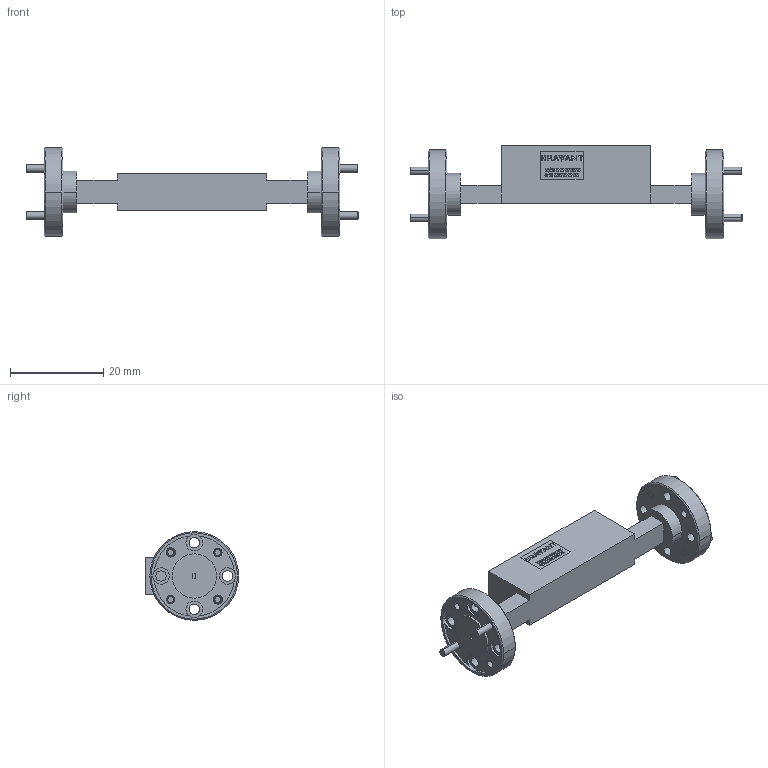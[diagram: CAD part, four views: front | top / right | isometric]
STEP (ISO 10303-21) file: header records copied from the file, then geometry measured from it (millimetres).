
FILE_DESCRIPTION (( 'STEP AP203' ), '1' );
FILE_NAME ('STA-10-04-F2.STEP', '2021-11-23T22:25:30', ( '' ), ( '' ), 'SwSTEP 2.0', 'SolidWorks 2021', '' );
FILE_SCHEMA (( 'CONFIG_CONTROL_DESIGN' ));
Length unit declared in the file: inch
Products named in the file (1): STA-10-04-F2
Bounding box: 71.25 x 20.02 x 19.05 mm (x, y, z)
Volume: 5899.4 mm3; surface area: 4250.1 mm2
Topology: 8 solids, 8 shells, 819 faces, 2225 edges, 1468 vertices
Faces by surface type: plane 405, bspline 236, cylinder 100, cone 78
Entity records: 35132 total; most frequent: CARTESIAN_POINT 15953, ORIENTED_EDGE 4434, DIRECTION 3107, EDGE_CURVE 2217, VERTEX_POINT 1468, VECTOR 1359, LINE 1359, EDGE_LOOP 905
